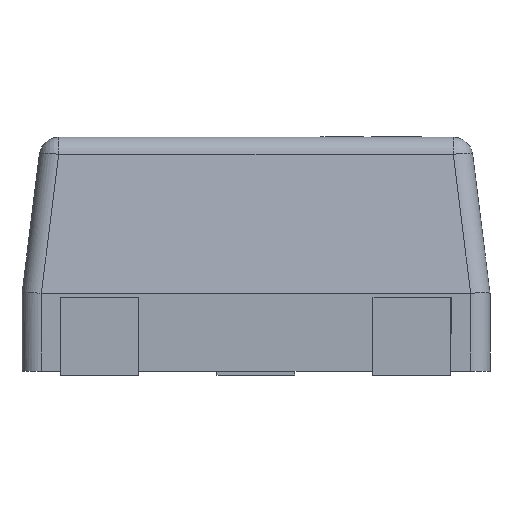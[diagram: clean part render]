
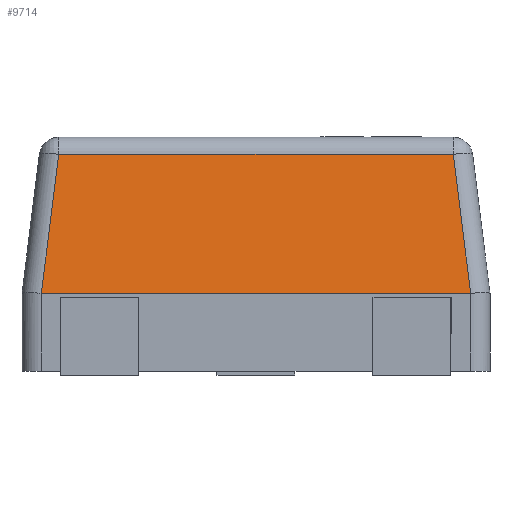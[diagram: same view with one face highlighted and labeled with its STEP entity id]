
A CAD part, left-side view. The second image highlights one B-rep face of the part: STEP entity #9714.
In plain terms, the highlighted planar face has unit normal (-0.992, 0, 0.124).
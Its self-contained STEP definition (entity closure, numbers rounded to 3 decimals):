
#1154 = VECTOR ( 'NONE', #11672, 1000. ) ;
#1374 = DIRECTION ( 'NONE',  ( 0., 1., 0. ) ) ;
#1588 = CARTESIAN_POINT ( 'NONE',  ( -0.4, 0.6, 0.21 ) ) ;
#1735 = FACE_OUTER_BOUND ( 'NONE', #18787, .T. ) ;
#1942 = VERTEX_POINT ( 'NONE', #11730 ) ;
#2199 = LINE ( 'NONE', #9723, #1154 ) ;
#2245 = EDGE_CURVE ( 'NONE', #12631, #15468, #4184, .T. ) ;
#3159 = DIRECTION ( 'NONE',  ( 0., 1., 0. ) ) ;
#3325 = CARTESIAN_POINT ( 'NONE',  ( -0.4, -0.55, 0.21 ) ) ;
#3330 = CARTESIAN_POINT ( 'NONE',  ( -0.4, 0.55, 0.21 ) ) ;
#4184 =( BOUNDED_CURVE ( )  B_SPLINE_CURVE ( 3, ( #16460, #8872, #24189, #4936 ),
 .UNSPECIFIED., .F., .F. ) 
 B_SPLINE_CURVE_WITH_KNOTS ( ( 4, 4 ),
 ( 6.275, 6.283 ),
 .UNSPECIFIED. ) 
 CURVE ( )  GEOMETRIC_REPRESENTATION_ITEM ( )  RATIONAL_B_SPLINE_CURVE ( ( 1., 1., 1., 1. ) ) 
 REPRESENTATION_ITEM ( '' )  );
#4324 = CARTESIAN_POINT ( 'NONE',  ( -0.4, -0.55, 0.21 ) ) ;
#4341 = CARTESIAN_POINT ( 'NONE',  ( -0.342, -0.493, 0.671 ) ) ;
#4936 = CARTESIAN_POINT ( 'NONE',  ( -0.4, 0.55, 0.21 ) ) ;
#6078 = VERTEX_POINT ( 'NONE', #18251 ) ;
#6447 = ORIENTED_EDGE ( 'NONE', *, *, #11031, .T. ) ;
#6690 = VERTEX_POINT ( 'NONE', #3325 ) ;
#8146 = CARTESIAN_POINT ( 'NONE',  ( -0.4, -0.55, 0.21 ) ) ;
#8466 = LINE ( 'NONE', #12270, #23353 ) ;
#8854 = ORIENTED_EDGE ( 'NONE', *, *, #2245, .T. ) ;
#8872 = CARTESIAN_POINT ( 'NONE',  ( -0.4, 0.55, 0.21 ) ) ;
#8881 = DIRECTION ( 'NONE',  ( 0., 1., 0. ) ) ;
#9714 = ADVANCED_FACE ( 'NONE', ( #1735 ), #22136, .T. ) ;
#9723 = CARTESIAN_POINT ( 'NONE',  ( -0.342, 0.493, 0.671 ) ) ;
#9906 = EDGE_CURVE ( 'NONE', #22658, #6690, #21886, .T. ) ;
#10109 = CARTESIAN_POINT ( 'NONE',  ( -0.4, -0.55, 0.21 ) ) ;
#11031 = EDGE_CURVE ( 'NONE', #6078, #12631, #2199, .T. ) ;
#11455 = ORIENTED_EDGE ( 'NONE', *, *, #21367, .T. ) ;
#11672 = DIRECTION ( 'NONE',  ( -0.123, 0.123, -0.985 ) ) ;
#11730 = CARTESIAN_POINT ( 'NONE',  ( -0.355, -0.506, 0.566 ) ) ;
#11969 = CARTESIAN_POINT ( 'NONE',  ( -0.4, 0.55, 0.21 ) ) ;
#12204 = VECTOR ( 'NONE', #8881, 1000. ) ;
#12270 = CARTESIAN_POINT ( 'NONE',  ( -0.355, 0., 0.566 ) ) ;
#12631 = VERTEX_POINT ( 'NONE', #11969 ) ;
#13119 = EDGE_CURVE ( 'NONE', #22658, #15468, #22109, .T. ) ;
#13661 = CARTESIAN_POINT ( 'NONE',  ( -0.4, -0.55, 0.21 ) ) ;
#14046 = DIRECTION ( 'NONE',  ( 0.123, 0.123, 0.985 ) ) ;
#14084 = ORIENTED_EDGE ( 'NONE', *, *, #9906, .T. ) ;
#15468 = VERTEX_POINT ( 'NONE', #3330 ) ;
#15470 = ORIENTED_EDGE ( 'NONE', *, *, #22752, .T. ) ;
#15519 = AXIS2_PLACEMENT_3D ( 'NONE', #24109, #20210, #1374 ) ;
#16460 = CARTESIAN_POINT ( 'NONE',  ( -0.4, 0.55, 0.21 ) ) ;
#16858 = LINE ( 'NONE', #4341, #22513 ) ;
#18251 = CARTESIAN_POINT ( 'NONE',  ( -0.355, 0.506, 0.566 ) ) ;
#18787 = EDGE_LOOP ( 'NONE', ( #20448, #14084, #11455, #15470, #6447, #8854 ) ) ;
#20210 = DIRECTION ( 'NONE',  ( -0.992, 0., 0.124 ) ) ;
#20398 = CARTESIAN_POINT ( 'NONE',  ( -0.4, -0.55, 0.21 ) ) ;
#20448 = ORIENTED_EDGE ( 'NONE', *, *, #13119, .F. ) ;
#21367 = EDGE_CURVE ( 'NONE', #6690, #1942, #16858, .T. ) ;
#21886 =( BOUNDED_CURVE ( )  B_SPLINE_CURVE ( 3, ( #10109, #8146, #13661, #4324 ),
 .UNSPECIFIED., .F., .T. ) 
 B_SPLINE_CURVE_WITH_KNOTS ( ( 4, 4 ),
 ( 0., 0.008 ),
 .UNSPECIFIED. ) 
 CURVE ( )  GEOMETRIC_REPRESENTATION_ITEM ( )  RATIONAL_B_SPLINE_CURVE ( ( 1., 1., 1., 1. ) ) 
 REPRESENTATION_ITEM ( '' )  );
#22109 = LINE ( 'NONE', #1588, #12204 ) ;
#22136 = PLANE ( 'NONE',  #15519 ) ;
#22513 = VECTOR ( 'NONE', #14046, 1000. ) ;
#22658 = VERTEX_POINT ( 'NONE', #20398 ) ;
#22752 = EDGE_CURVE ( 'NONE', #1942, #6078, #8466, .T. ) ;
#23353 = VECTOR ( 'NONE', #3159, 1000. ) ;
#24109 = CARTESIAN_POINT ( 'NONE',  ( -0.35, 0., 0.61 ) ) ;
#24189 = CARTESIAN_POINT ( 'NONE',  ( -0.4, 0.55, 0.21 ) ) ;
